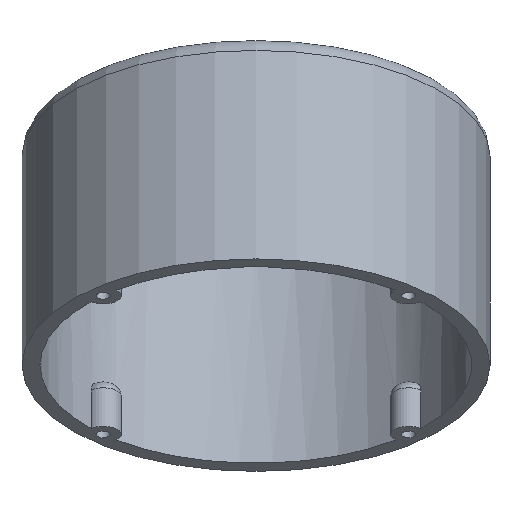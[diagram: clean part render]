
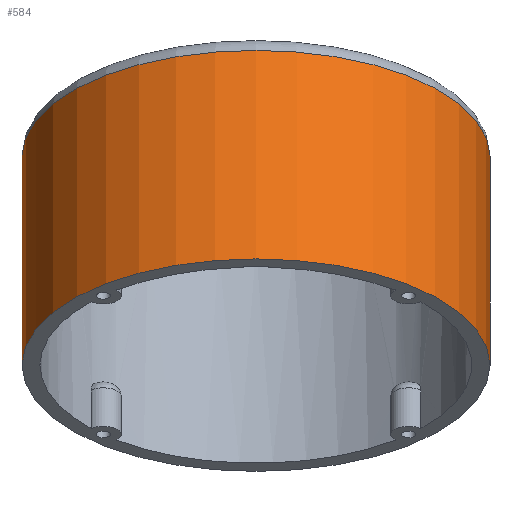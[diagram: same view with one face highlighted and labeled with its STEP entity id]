
A CAD part, front view. The second image highlights one B-rep face of the part: STEP entity #584.
In plain terms, the highlighted cylindrical face has radius 65 mm (diameter 130 mm), a full revolution.
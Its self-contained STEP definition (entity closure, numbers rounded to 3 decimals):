
#49=LINE('',#1178,#79);
#79=VECTOR('',#854,65.);
#91=CIRCLE('',#603,65.);
#137=CIRCLE('',#672,65.);
#178=FACE_OUTER_BOUND('',#215,.T.);
#215=EDGE_LOOP('',(#531,#532,#533,#534));
#230=VERTEX_POINT('',#869);
#282=VERTEX_POINT('',#1174);
#285=EDGE_CURVE('',#230,#230,#91,.T.);
#368=EDGE_CURVE('',#282,#282,#137,.T.);
#369=EDGE_CURVE('',#230,#282,#49,.T.);
#531=ORIENTED_EDGE('',*,*,#285,.F.);
#532=ORIENTED_EDGE('',*,*,#369,.T.);
#533=ORIENTED_EDGE('',*,*,#368,.F.);
#534=ORIENTED_EDGE('',*,*,#369,.F.);
#554=CYLINDRICAL_SURFACE('',#673,65.);
#584=ADVANCED_FACE('',(#178),#554,.T.);
#603=AXIS2_PLACEMENT_3D('',#870,#683,#684);
#672=AXIS2_PLACEMENT_3D('',#1176,#850,#851);
#673=AXIS2_PLACEMENT_3D('',#1177,#852,#853);
#683=DIRECTION('center_axis',(0.,-0.454,-0.891));
#684=DIRECTION('ref_axis',(1.,0.,0.));
#850=DIRECTION('center_axis',(0.,0.454,0.891));
#851=DIRECTION('ref_axis',(1.,0.,0.));
#852=DIRECTION('center_axis',(0.,-0.454,-0.891));
#853=DIRECTION('ref_axis',(1.,0.,0.));
#854=DIRECTION('',(0.,0.454,0.891));
#869=CARTESIAN_POINT('',(-65.,80.,-70.));
#870=CARTESIAN_POINT('Origin',(0.,80.,-70.));
#1174=CARTESIAN_POINT('',(-65.,109.509,-12.085));
#1176=CARTESIAN_POINT('Origin',(0.,109.509,-12.085));
#1177=CARTESIAN_POINT('Origin',(0.,111.779,-7.63));
#1178=CARTESIAN_POINT('',(-65.,111.779,-7.63));
